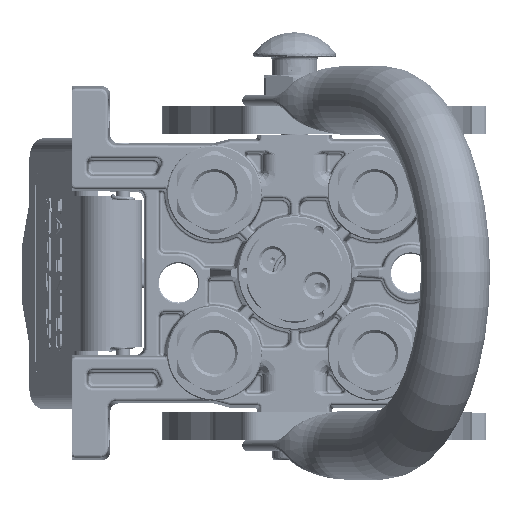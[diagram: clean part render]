
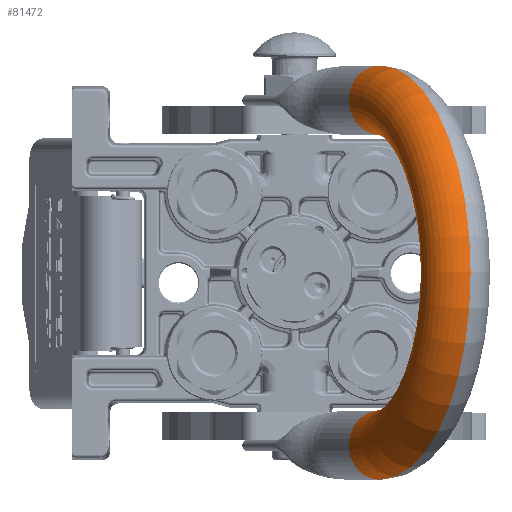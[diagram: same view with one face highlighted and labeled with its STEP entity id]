
A CAD part, top view. The second image highlights one B-rep face of the part: STEP entity #81472.
In plain terms, the highlighted toroidal (fillet/blend) face has major radius 62.25 mm and minor radius 12.5 mm.
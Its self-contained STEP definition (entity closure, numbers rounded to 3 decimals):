
#8742 = DIRECTION ( 'NONE',  ( 0., 1., 0. ) ) ;
#13930 = ORIENTED_EDGE ( 'NONE', *, *, #87677, .T. ) ;
#18594 = AXIS2_PLACEMENT_3D ( 'NONE', #133365, #134071, #51498 ) ;
#36310 = EDGE_CURVE ( 'NONE', #86576, #69034, #130579, .T. ) ;
#41415 = AXIS2_PLACEMENT_3D ( 'NONE', #170280, #72698, #87003 ) ;
#41741 = ORIENTED_EDGE ( 'NONE', *, *, #36310, .T. ) ;
#51498 = DIRECTION ( 'NONE',  ( 1., 0., 0. ) ) ;
#63209 = CARTESIAN_POINT ( 'NONE',  ( -62.25, 0., 25.25 ) ) ;
#65644 = CARTESIAN_POINT ( 'NONE',  ( -49.75, 0., 25.25 ) ) ;
#69034 = VERTEX_POINT ( 'NONE', #65644 ) ;
#69488 = AXIS2_PLACEMENT_3D ( 'NONE', #137588, #8742, #72856 ) ;
#72698 = DIRECTION ( 'NONE',  ( 0., 0., -1. ) ) ;
#72856 = DIRECTION ( 'NONE',  ( -1., 0., 0. ) ) ;
#76210 = CIRCLE ( 'NONE', #125069, 74.75 ) ;
#81472 = ADVANCED_FACE ( 'NONE', ( #98348 ), #121203, .T. ) ;
#86576 = VERTEX_POINT ( 'NONE', #186941 ) ;
#87003 = DIRECTION ( 'NONE',  ( 1., 0., 0. ) ) ;
#87677 = EDGE_CURVE ( 'NONE', #69034, #149417, #89358, .T. ) ;
#89358 = CIRCLE ( 'NONE', #69488, 49.75 ) ;
#90114 = CIRCLE ( 'NONE', #41415, 12.5 ) ;
#98348 = FACE_OUTER_BOUND ( 'NONE', #121530, .T. ) ;
#102494 = CARTESIAN_POINT ( 'NONE',  ( 74.75, 0., 25.25 ) ) ;
#113052 = DIRECTION ( 'NONE',  ( -1., 0., 0. ) ) ;
#114882 = EDGE_CURVE ( 'NONE', #152904, #149417, #90114, .T. ) ;
#121203 = TOROIDAL_SURFACE ( 'NONE', #18594, 62.25, 12.5 ) ;
#121530 = EDGE_LOOP ( 'NONE', ( #13930, #136738, #177345, #41741 ) ) ;
#125069 = AXIS2_PLACEMENT_3D ( 'NONE', #194235, #192855, #113052 ) ;
#130579 = CIRCLE ( 'NONE', #173313, 12.5 ) ;
#133365 = CARTESIAN_POINT ( 'NONE',  ( 0., 0., 25.25 ) ) ;
#134071 = DIRECTION ( 'NONE',  ( 0., 1., 0. ) ) ;
#136738 = ORIENTED_EDGE ( 'NONE', *, *, #114882, .F. ) ;
#137588 = CARTESIAN_POINT ( 'NONE',  ( 0., 0., 25.25 ) ) ;
#145154 = DIRECTION ( 'NONE',  ( -1., 0., 0. ) ) ;
#149417 = VERTEX_POINT ( 'NONE', #188617 ) ;
#152904 = VERTEX_POINT ( 'NONE', #102494 ) ;
#169381 = EDGE_CURVE ( 'NONE', #86576, #152904, #76210, .T. ) ;
#170280 = CARTESIAN_POINT ( 'NONE',  ( 62.25, 0., 25.25 ) ) ;
#173313 = AXIS2_PLACEMENT_3D ( 'NONE', #63209, #177846, #145154 ) ;
#177345 = ORIENTED_EDGE ( 'NONE', *, *, #169381, .F. ) ;
#177846 = DIRECTION ( 'NONE',  ( 0., 0., 1. ) ) ;
#186941 = CARTESIAN_POINT ( 'NONE',  ( -74.75, 0., 25.25 ) ) ;
#188617 = CARTESIAN_POINT ( 'NONE',  ( 49.75, 0., 25.25 ) ) ;
#192855 = DIRECTION ( 'NONE',  ( 0., 1., 0. ) ) ;
#194235 = CARTESIAN_POINT ( 'NONE',  ( 0., 0., 25.25 ) ) ;
